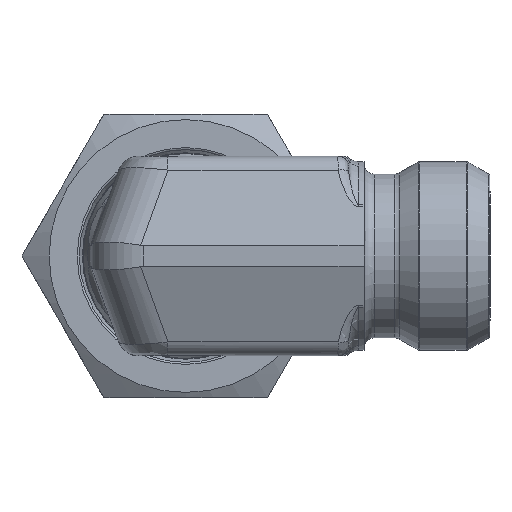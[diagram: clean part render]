
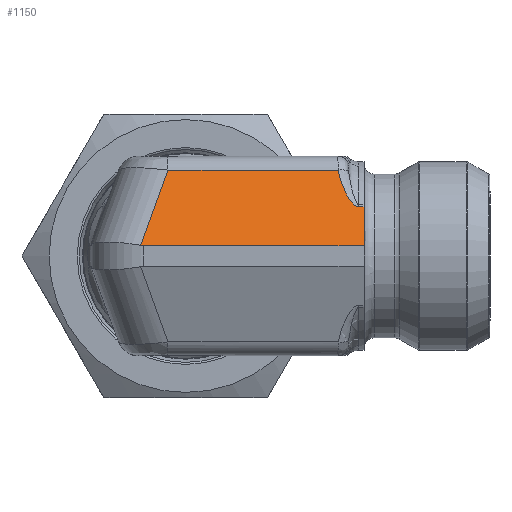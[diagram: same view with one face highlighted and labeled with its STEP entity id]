
A CAD part, left-side view. The second image highlights one B-rep face of the part: STEP entity #1150.
In plain terms, the highlighted planar face has unit normal (-0.94, 0, 0.342).
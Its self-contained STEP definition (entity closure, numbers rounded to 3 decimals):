
#164=LINE('',#8038,#344);
#165=LINE('',#8041,#345);
#166=LINE('',#8052,#346);
#167=LINE('',#8054,#347);
#168=LINE('',#8058,#348);
#169=LINE('',#8060,#349);
#344=VECTOR('',#5759,1.);
#345=VECTOR('',#5760,1.);
#346=VECTOR('',#5761,1.);
#347=VECTOR('',#5762,1.);
#348=VECTOR('',#5765,1.);
#349=VECTOR('',#5766,1.);
#587=ELLIPSE('',#5108,14.619,5.);
#701=FACE_OUTER_BOUND('',#1974,.T.);
#989=PLANE('',#5109);
#1150=ADVANCED_FACE('',(#701),#989,.T.);
#1584=B_SPLINE_CURVE_WITH_KNOTS('',3,(#8043,#8044,#8045,#8046,#8047,#8048,
#8049,#8050),.UNSPECIFIED.,.F.,.F.,(4,2,2,4),(0.,0.25,0.5,1.),
 .UNSPECIFIED.);
#1585=B_SPLINE_CURVE_WITH_KNOTS('',3,(#8062,#8063,#8064,#8065),
 .UNSPECIFIED.,.F.,.F.,(4,4),(0.,1.),.UNSPECIFIED.);
#1974=EDGE_LOOP('',(#2656,#2657,#2658,#2659,#2660,#2661,#2662,#2663,#2664));
#2656=ORIENTED_EDGE('',*,*,#4383,.F.);
#2657=ORIENTED_EDGE('',*,*,#4384,.T.);
#2658=ORIENTED_EDGE('',*,*,#4385,.T.);
#2659=ORIENTED_EDGE('',*,*,#4386,.T.);
#2660=ORIENTED_EDGE('',*,*,#4387,.T.);
#2661=ORIENTED_EDGE('',*,*,#4388,.T.);
#2662=ORIENTED_EDGE('',*,*,#4389,.T.);
#2663=ORIENTED_EDGE('',*,*,#4390,.F.);
#2664=ORIENTED_EDGE('',*,*,#4391,.T.);
#3885=VERTEX_POINT('',#8039);
#3886=VERTEX_POINT('',#8040);
#3887=VERTEX_POINT('',#8042);
#3888=VERTEX_POINT('',#8051);
#3889=VERTEX_POINT('',#8053);
#3890=VERTEX_POINT('',#8055);
#3891=VERTEX_POINT('',#8057);
#3892=VERTEX_POINT('',#8059);
#3893=VERTEX_POINT('',#8061);
#4383=EDGE_CURVE('',#3885,#3886,#164,.T.);
#4384=EDGE_CURVE('',#3885,#3887,#165,.T.);
#4385=EDGE_CURVE('',#3887,#3888,#1584,.T.);
#4386=EDGE_CURVE('',#3888,#3889,#166,.T.);
#4387=EDGE_CURVE('',#3889,#3890,#167,.T.);
#4388=EDGE_CURVE('',#3890,#3891,#587,.T.);
#4389=EDGE_CURVE('',#3891,#3892,#168,.T.);
#4390=EDGE_CURVE('',#3893,#3892,#169,.T.);
#4391=EDGE_CURVE('',#3893,#3886,#1585,.T.);
#5108=AXIS2_PLACEMENT_3D('',#8056,#5763,#5764);
#5109=AXIS2_PLACEMENT_3D('',#8066,#5767,#5768);
#5759=DIRECTION('',(-0.342,0.,-0.94));
#5760=DIRECTION('',(0.,1.,0.));
#5761=DIRECTION('',(0.,1.,0.));
#5762=DIRECTION('',(-0.324,0.324,-0.889));
#5763=DIRECTION('',(-0.94,0.,0.342));
#5764=DIRECTION('',(-0.342,0.,-0.94));
#5765=DIRECTION('',(0.,-1.,0.));
#5766=DIRECTION('',(-0.342,0.,-0.94));
#5767=DIRECTION('',(-0.94,0.,0.342));
#5768=DIRECTION('',(0.342,0.,0.94));
#8038=CARTESIAN_POINT('',(-9.,-17.,1.));
#8039=CARTESIAN_POINT('',(-7.659,-17.,4.683));
#8040=CARTESIAN_POINT('',(-8.229,-17.,3.117));
#8041=CARTESIAN_POINT('',(-7.659,-3.25,4.683));
#8042=CARTESIAN_POINT('',(-7.659,-16.5,4.683));
#8043=CARTESIAN_POINT('',(-7.659,-16.5,4.683));
#8044=CARTESIAN_POINT('',(-7.659,-16.127,4.683));
#8045=CARTESIAN_POINT('',(-7.533,-15.881,5.031));
#8046=CARTESIAN_POINT('',(-7.324,-15.475,5.604));
#8047=CARTESIAN_POINT('',(-7.214,-15.309,5.907));
#8048=CARTESIAN_POINT('',(-6.874,-14.867,6.84));
#8049=CARTESIAN_POINT('',(-6.633,-14.649,7.502));
#8050=CARTESIAN_POINT('',(-6.385,-14.552,8.184));
#8051=CARTESIAN_POINT('',(-6.385,-14.552,8.184));
#8052=CARTESIAN_POINT('',(-6.385,-3.25,8.184));
#8053=CARTESIAN_POINT('',(-6.385,1.687,8.184));
#8054=CARTESIAN_POINT('',(-8.209,3.511,3.173));
#8055=CARTESIAN_POINT('',(-8.991,4.293,1.024));
#8056=CARTESIAN_POINT('',(-4.,4.,14.737));
#8057=CARTESIAN_POINT('',(-9.,4.,1.));
#8058=CARTESIAN_POINT('',(-9.,-3.25,1.));
#8059=CARTESIAN_POINT('',(-9.,-17.,1.));
#8060=CARTESIAN_POINT('',(-9.,-17.,1.));
#8061=CARTESIAN_POINT('',(-8.308,-17.,2.902));
#8062=CARTESIAN_POINT('',(-8.308,-17.,2.902));
#8063=CARTESIAN_POINT('',(-8.282,-17.,2.974));
#8064=CARTESIAN_POINT('',(-8.256,-17.,3.045));
#8065=CARTESIAN_POINT('',(-8.229,-17.,3.117));
#8066=CARTESIAN_POINT('',(-9.,-3.25,1.));
